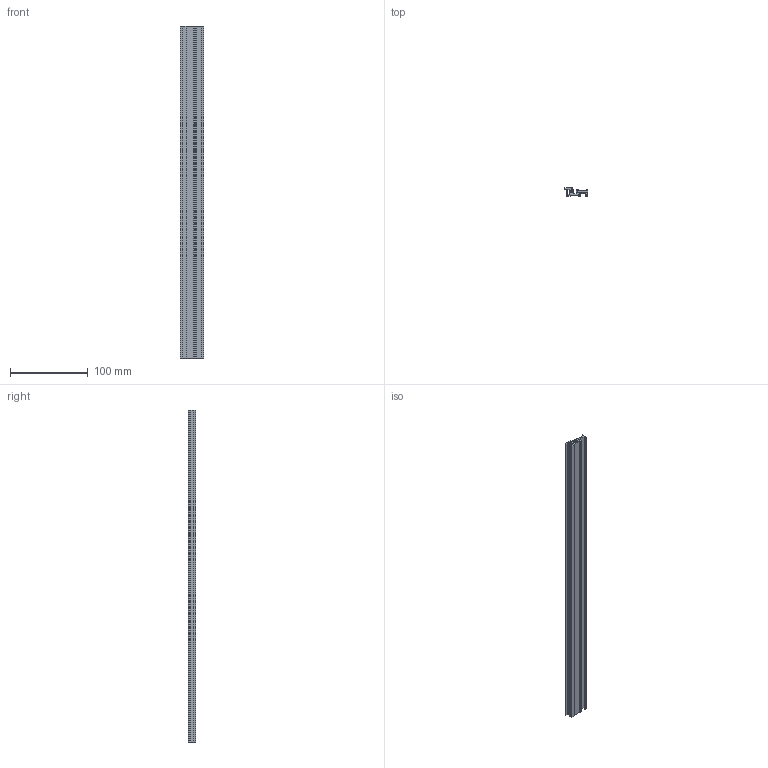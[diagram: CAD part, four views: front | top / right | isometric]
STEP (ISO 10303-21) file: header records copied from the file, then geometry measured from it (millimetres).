
FILE_DESCRIPTION(/* description */ (''),/* implementation_level */ '2;1');
FILE_NAME(/* name */ 'Rail_TypeA.stp',/* time_stamp */ '2021-06-17T15:34:25+02:00',/* author */ ('joanh'),/* organization */ (''),/* preprocessor_version */ 'ST-DEVELOPER v18.1',/* originating_system */ 'Autodesk Inventor 2021',/* authorisation */ '');
FILE_SCHEMA (('AUTOMOTIVE_DESIGN { 1 0 10303 214 3 1 1 }'));
Length unit declared in the file: millimetre
Products named in the file (1): Rail_TypeA
Bounding box: 30.3 x 10 x 426.72 mm (x, y, z)
Volume: 55729.8 mm3; surface area: 55664.6 mm2
Topology: 1 solids, 1 shells, 106 faces, 312 edges, 208 vertices
Faces by surface type: plane 55, cylinder 51
Entity records: 3599 total; most frequent: DIRECTION 628, CARTESIAN_POINT 627, ORIENTED_EDGE 624, EDGE_CURVE 312, LINE 210, VECTOR 210, AXIS2_PLACEMENT_3D 209, VERTEX_POINT 208
